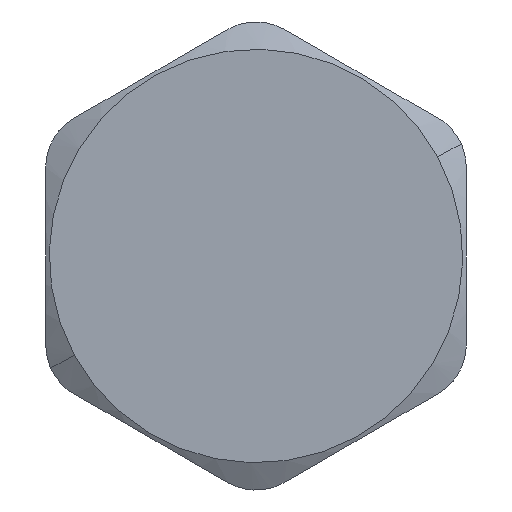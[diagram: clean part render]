
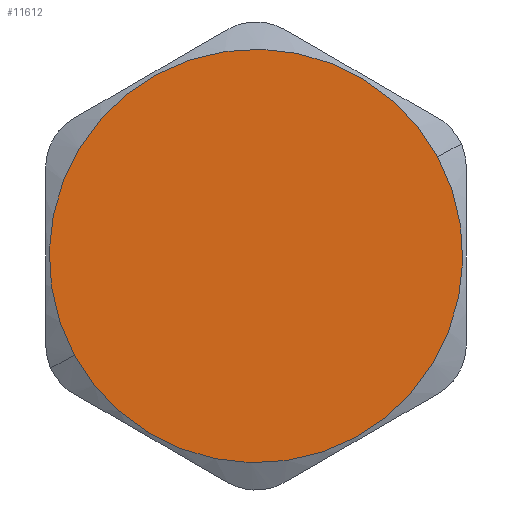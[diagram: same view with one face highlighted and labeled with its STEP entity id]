
A CAD part, front view. The second image highlights one B-rep face of the part: STEP entity #11612.
In plain terms, the highlighted planar face has unit normal (0, -1, 0).
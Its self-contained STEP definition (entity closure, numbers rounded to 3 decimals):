
#11589=CARTESIAN_POINT('Axis2P3D Location',(-21.75,33.847,-3.)) ;
#11594=CARTESIAN_POINT('Axis2P3D Location',(0.,33.847,-3.)) ;
#11598=CARTESIAN_POINT('Vertex',(-20.184,33.847,-14.027)) ;
#11600=CARTESIAN_POINT('Vertex',(20.184,33.847,8.027)) ;
#11603=CARTESIAN_POINT('Axis2P3D Location',(0.,33.847,-3.)) ;
#11590=DIRECTION('Axis2P3D Direction',(0.,-1.,0.)) ;
#11591=DIRECTION('Axis2P3D XDirection',(0.,0.,-1.)) ;
#11595=DIRECTION('Axis2P3D Direction',(0.,-1.,0.)) ;
#11604=DIRECTION('Axis2P3D Direction',(0.,-1.,0.)) ;
#11592=AXIS2_PLACEMENT_3D('Plane Axis2P3D',#11589,#11590,#11591) ;
#11596=AXIS2_PLACEMENT_3D('Circle Axis2P3D',#11594,#11595,$) ;
#11605=AXIS2_PLACEMENT_3D('Circle Axis2P3D',#11603,#11604,$) ;
#11597=CIRCLE('generated circle',#11596,23.) ;
#11606=CIRCLE('generated circle',#11605,23.) ;
#11593=PLANE('',#11592) ;
#11602=EDGE_CURVE('',#11599,#11601,#11597,.T.) ;
#11607=EDGE_CURVE('',#11601,#11599,#11606,.T.) ;
#11609=ORIENTED_EDGE('',*,*,#11602,.T.) ;
#11610=ORIENTED_EDGE('',*,*,#11607,.T.) ;
#11608=EDGE_LOOP('',(#11609,#11610)) ;
#11599=VERTEX_POINT('',#11598) ;
#11601=VERTEX_POINT('',#11600) ;
#11612=ADVANCED_FACE('PartBody',(#11611),#11593,.T.) ;
#11611=FACE_OUTER_BOUND('',#11608,.T.) ;
